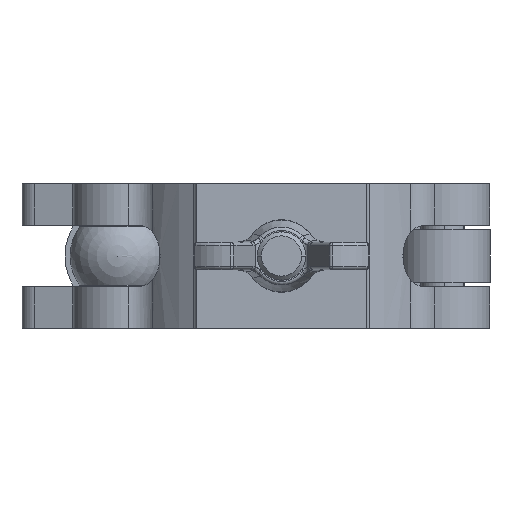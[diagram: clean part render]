
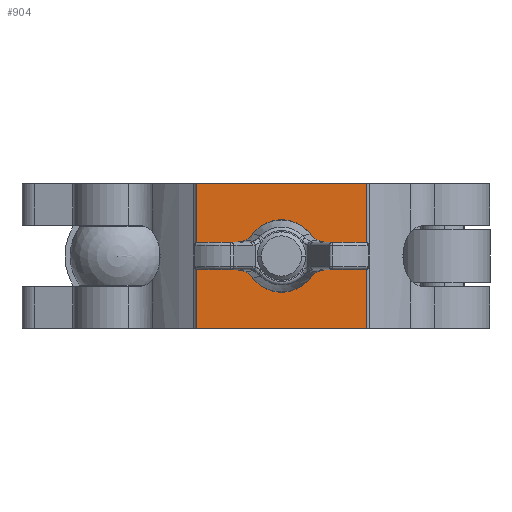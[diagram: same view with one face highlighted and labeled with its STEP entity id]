
A CAD part, front view. The second image highlights one B-rep face of the part: STEP entity #904.
In plain terms, the highlighted planar face has unit normal (0, -1, 0).
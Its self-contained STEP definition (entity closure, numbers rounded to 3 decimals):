
#63 = VERTEX_POINT ( 'NONE', #3967 ) ;
#266 = CARTESIAN_POINT ( 'NONE',  ( 0., 0., 6.35 ) ) ;
#503 = LINE ( 'NONE', #14124, #7728 ) ;
#904 = ADVANCED_FACE ( 'NONE', ( #3552, #5628 ), #12983, .F. ) ;
#952 = DIRECTION ( 'NONE',  ( 0., 0., -1. ) ) ;
#1004 = CIRCLE ( 'NONE', #9206, 6.35 ) ;
#1170 = VERTEX_POINT ( 'NONE', #9056 ) ;
#1389 = CARTESIAN_POINT ( 'NONE',  ( 17.625, 0., 14.95 ) ) ;
#1617 = CARTESIAN_POINT ( 'NONE',  ( 0., 0., 0. ) ) ;
#2240 = EDGE_CURVE ( 'NONE', #63, #3163, #1004, .T. ) ;
#2266 = DIRECTION ( 'NONE',  ( 0., 0., 1. ) ) ;
#2356 = LINE ( 'NONE', #1389, #9749 ) ;
#2835 = ORIENTED_EDGE ( 'NONE', *, *, #10378, .T. ) ;
#3163 = VERTEX_POINT ( 'NONE', #266 ) ;
#3285 = CARTESIAN_POINT ( 'NONE',  ( -17.625, 0., 14.95 ) ) ;
#3441 = CIRCLE ( 'NONE', #9320, 6.35 ) ;
#3552 = FACE_BOUND ( 'NONE', #5495, .T. ) ;
#3661 = ORIENTED_EDGE ( 'NONE', *, *, #2240, .F. ) ;
#3944 = VECTOR ( 'NONE', #15623, 1000. ) ;
#3967 = CARTESIAN_POINT ( 'NONE',  ( 0., 0., -6.35 ) ) ;
#4167 = EDGE_CURVE ( 'NONE', #4698, #9939, #503, .T. ) ;
#4274 = ORIENTED_EDGE ( 'NONE', *, *, #4167, .F. ) ;
#4516 = DIRECTION ( 'NONE',  ( 0., -1., 0. ) ) ;
#4592 = CARTESIAN_POINT ( 'NONE',  ( -17.625, 0., 14.95 ) ) ;
#4646 = CARTESIAN_POINT ( 'NONE',  ( 17.625, 0., 14.95 ) ) ;
#4698 = VERTEX_POINT ( 'NONE', #3285 ) ;
#5431 = ORIENTED_EDGE ( 'NONE', *, *, #14137, .F. ) ;
#5495 = EDGE_LOOP ( 'NONE', ( #3661, #5431 ) ) ;
#5628 = FACE_OUTER_BOUND ( 'NONE', #11021, .T. ) ;
#5667 = ORIENTED_EDGE ( 'NONE', *, *, #7043, .F. ) ;
#5869 = DIRECTION ( 'NONE',  ( 0., 1., 0. ) ) ;
#6190 = DIRECTION ( 'NONE',  ( 0., 0., -1. ) ) ;
#6475 = DIRECTION ( 'NONE',  ( 1., 0., 0. ) ) ;
#6919 = VECTOR ( 'NONE', #6475, 1000. ) ;
#7043 = EDGE_CURVE ( 'NONE', #9939, #9173, #2356, .T. ) ;
#7083 = ORIENTED_EDGE ( 'NONE', *, *, #13979, .T. ) ;
#7662 = LINE ( 'NONE', #13820, #6919 ) ;
#7728 = VECTOR ( 'NONE', #15307, 1000. ) ;
#8814 = DIRECTION ( 'NONE',  ( 0., 0., -1. ) ) ;
#9056 = CARTESIAN_POINT ( 'NONE',  ( -17.625, 0., -14.95 ) ) ;
#9173 = VERTEX_POINT ( 'NONE', #13888 ) ;
#9206 = AXIS2_PLACEMENT_3D ( 'NONE', #15621, #4516, #952 ) ;
#9320 = AXIS2_PLACEMENT_3D ( 'NONE', #1617, #13763, #8814 ) ;
#9749 = VECTOR ( 'NONE', #6190, 1000. ) ;
#9939 = VERTEX_POINT ( 'NONE', #4646 ) ;
#10270 = AXIS2_PLACEMENT_3D ( 'NONE', #4592, #5869, #2266 ) ;
#10378 = EDGE_CURVE ( 'NONE', #1170, #9173, #7662, .T. ) ;
#10501 = LINE ( 'NONE', #14187, #3944 ) ;
#11021 = EDGE_LOOP ( 'NONE', ( #2835, #5667, #4274, #7083 ) ) ;
#12983 = PLANE ( 'NONE',  #10270 ) ;
#13763 = DIRECTION ( 'NONE',  ( 0., -1., 0. ) ) ;
#13820 = CARTESIAN_POINT ( 'NONE',  ( -17.625, 0., -14.95 ) ) ;
#13888 = CARTESIAN_POINT ( 'NONE',  ( 17.625, 0., -14.95 ) ) ;
#13979 = EDGE_CURVE ( 'NONE', #4698, #1170, #10501, .T. ) ;
#14124 = CARTESIAN_POINT ( 'NONE',  ( -17.625, 0., 14.95 ) ) ;
#14137 = EDGE_CURVE ( 'NONE', #3163, #63, #3441, .T. ) ;
#14187 = CARTESIAN_POINT ( 'NONE',  ( -17.625, 0., 14.95 ) ) ;
#15307 = DIRECTION ( 'NONE',  ( 1., 0., 0. ) ) ;
#15621 = CARTESIAN_POINT ( 'NONE',  ( 0., 0., 0. ) ) ;
#15623 = DIRECTION ( 'NONE',  ( 0., 0., -1. ) ) ;
